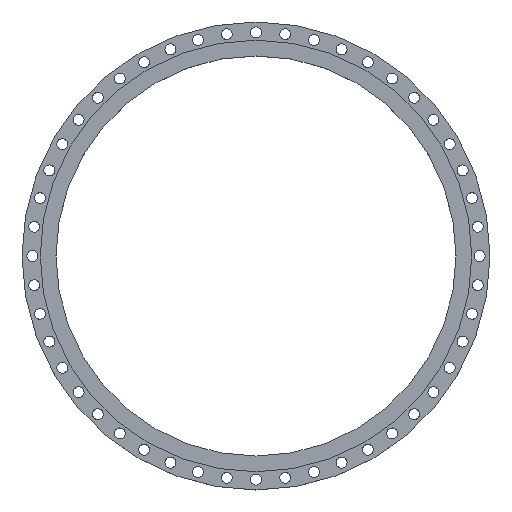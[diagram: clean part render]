
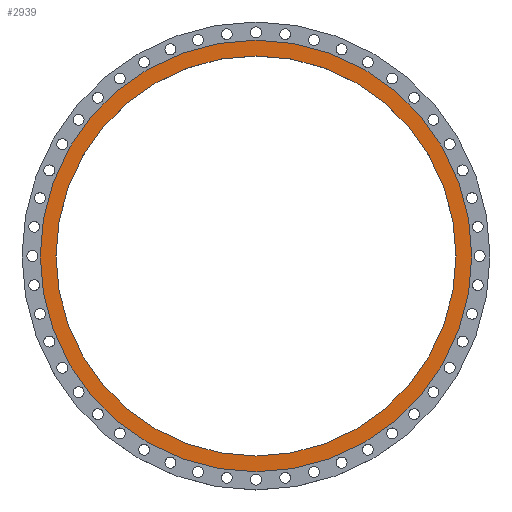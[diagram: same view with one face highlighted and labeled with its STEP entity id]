
A CAD part, top view. The second image highlights one B-rep face of the part: STEP entity #2939.
In plain terms, the highlighted planar face has unit normal (0, 0, 1).
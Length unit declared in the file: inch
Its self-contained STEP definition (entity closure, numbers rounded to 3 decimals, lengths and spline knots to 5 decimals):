
#88 = ORIENTED_EDGE ( 'NONE', *, *, #2202, .F. ) ;
#233 = DIRECTION ( 'NONE',  ( 1., 0., 0. ) ) ;
#280 = CARTESIAN_POINT ( 'NONE',  ( 0., 0., 0. ) ) ;
#293 = CARTESIAN_POINT ( 'NONE',  ( -22.25, 0., 0. ) ) ;
#508 = EDGE_CURVE ( 'NONE', #935, #886, #1957, .T. ) ;
#745 = CARTESIAN_POINT ( 'NONE',  ( -20.625, 0., 0. ) ) ;
#886 = VERTEX_POINT ( 'NONE', #293 ) ;
#925 = AXIS2_PLACEMENT_3D ( 'NONE', #3376, #4052, #233 ) ;
#935 = VERTEX_POINT ( 'NONE', #2231 ) ;
#1035 = FACE_OUTER_BOUND ( 'NONE', #3644, .T. ) ;
#1064 = CARTESIAN_POINT ( 'NONE',  ( 0., 20.625, 0. ) ) ;
#1109 = EDGE_LOOP ( 'NONE', ( #1710, #88 ) ) ;
#1328 = DIRECTION ( 'NONE',  ( 0., 0., -1. ) ) ;
#1330 = ORIENTED_EDGE ( 'NONE', *, *, #1906, .T. ) ;
#1464 = VERTEX_POINT ( 'NONE', #2822 ) ;
#1539 = DIRECTION ( 'NONE',  ( 1., 0., 0. ) ) ;
#1610 = DIRECTION ( 'NONE',  ( 0., 0., 1. ) ) ;
#1633 = DIRECTION ( 'NONE',  ( -1., 0., 0. ) ) ;
#1710 = ORIENTED_EDGE ( 'NONE', *, *, #2333, .F. ) ;
#1792 = DIRECTION ( 'NONE',  ( 0., 0., 1. ) ) ;
#1906 = EDGE_CURVE ( 'NONE', #886, #935, #3747, .T. ) ;
#1957 = CIRCLE ( 'NONE', #2693, 22.25 ) ;
#1964 = CIRCLE ( 'NONE', #3796, 20.625 ) ;
#2110 = AXIS2_PLACEMENT_3D ( 'NONE', #1064, #1328, #1633 ) ;
#2190 = CARTESIAN_POINT ( 'NONE',  ( 0., 0., 0. ) ) ;
#2202 = EDGE_CURVE ( 'NONE', #3485, #1464, #3422, .T. ) ;
#2231 = CARTESIAN_POINT ( 'NONE',  ( 22.25, 0., 0. ) ) ;
#2333 = EDGE_CURVE ( 'NONE', #1464, #3485, #1964, .T. ) ;
#2364 = ORIENTED_EDGE ( 'NONE', *, *, #508, .T. ) ;
#2548 = PLANE ( 'NONE',  #2110 ) ;
#2693 = AXIS2_PLACEMENT_3D ( 'NONE', #280, #1610, #1539 ) ;
#2770 = DIRECTION ( 'NONE',  ( 1., 0., 0. ) ) ;
#2810 = DIRECTION ( 'NONE',  ( 0., 0., 1. ) ) ;
#2822 = CARTESIAN_POINT ( 'NONE',  ( 20.625, 0., 0. ) ) ;
#2830 = AXIS2_PLACEMENT_3D ( 'NONE', #3312, #1792, #2770 ) ;
#2939 = ADVANCED_FACE ( 'NONE', ( #3529, #1035 ), #2548, .F. ) ;
#3312 = CARTESIAN_POINT ( 'NONE',  ( 0., 0., 0. ) ) ;
#3376 = CARTESIAN_POINT ( 'NONE',  ( 0., 0., 0. ) ) ;
#3422 = CIRCLE ( 'NONE', #2830, 20.625 ) ;
#3485 = VERTEX_POINT ( 'NONE', #745 ) ;
#3529 = FACE_BOUND ( 'NONE', #1109, .T. ) ;
#3644 = EDGE_LOOP ( 'NONE', ( #2364, #1330 ) ) ;
#3747 = CIRCLE ( 'NONE', #925, 22.25 ) ;
#3796 = AXIS2_PLACEMENT_3D ( 'NONE', #2190, #2810, #4043 ) ;
#4043 = DIRECTION ( 'NONE',  ( 1., 0., 0. ) ) ;
#4052 = DIRECTION ( 'NONE',  ( 0., 0., 1. ) ) ;
